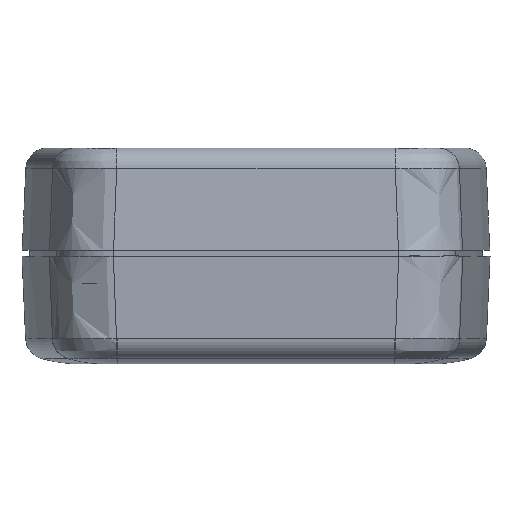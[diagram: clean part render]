
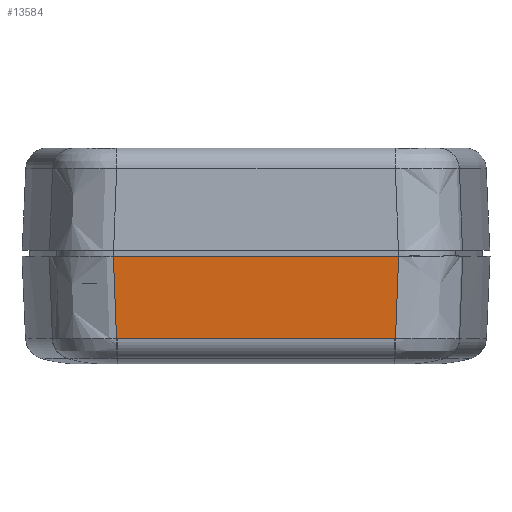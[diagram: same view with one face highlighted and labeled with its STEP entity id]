
A CAD part, left-side view. The second image highlights one B-rep face of the part: STEP entity #13584.
In plain terms, the highlighted face is planar.
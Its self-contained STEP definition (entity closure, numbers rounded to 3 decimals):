
#1348 = CARTESIAN_POINT ( 'NONE',  ( 60., -19.809, -15. ) ) ;
#2021 = CARTESIAN_POINT ( 'NONE',  ( 59.499, -19.375, -3.52 ) ) ;
#2221 = CARTESIAN_POINT ( 'NONE',  ( 59.561, 19.429, -4.941 ) ) ;
#2293 = B_SPLINE_CURVE_WITH_KNOTS ( 'NONE', 3,
 ( #15954, #24261, #15834, #4241, #12711, #18619, #32233 ),
 .UNSPECIFIED., .F., .F.,
 ( 4, 3, 4 ),
 ( 0.004, 0.008, 0.015 ),
 .UNSPECIFIED. ) ;
#4241 = CARTESIAN_POINT ( 'NONE',  ( 59.685, -19.537, -7.784 ) ) ;
#5312 = CARTESIAN_POINT ( 'NONE',  ( 59.499, 19.242, -3.519 ) ) ;
#5834 = VERTEX_POINT ( 'NONE', #5312 ) ;
#6264 = VERTEX_POINT ( 'NONE', #32634 ) ;
#6541 = CARTESIAN_POINT ( 'NONE',  ( 59.499, -19.242, -3.519 ) ) ;
#6669 = LINE ( 'NONE', #24421, #27687 ) ;
#7788 = VERTEX_POINT ( 'NONE', #24294 ) ;
#8819 = ORIENTED_EDGE ( 'NONE', *, *, #32968, .T. ) ;
#11648 = AXIS2_PLACEMENT_3D ( 'NONE', #32991, #29827, #32622 ) ;
#12711 = CARTESIAN_POINT ( 'NONE',  ( 59.79, -19.627, -10.19 ) ) ;
#13584 = ADVANCED_FACE ( 'NONE', ( #23822 ), #32750, .T. ) ;
#13825 = EDGE_CURVE ( 'NONE', #16849, #29905, #2293, .T. ) ;
#14208 = ORIENTED_EDGE ( 'NONE', *, *, #13825, .T. ) ;
#14450 = ORIENTED_EDGE ( 'NONE', *, *, #30736, .T. ) ;
#15834 = CARTESIAN_POINT ( 'NONE',  ( 59.623, -19.483, -6.363 ) ) ;
#15954 = CARTESIAN_POINT ( 'NONE',  ( 59.499, -19.375, -3.52 ) ) ;
#16113 = DIRECTION ( 'NONE',  ( 0., -1., 0. ) ) ;
#16542 = CARTESIAN_POINT ( 'NONE',  ( 59.79, 19.627, -10.19 ) ) ;
#16849 = VERTEX_POINT ( 'NONE', #18722 ) ;
#18506 = CARTESIAN_POINT ( 'NONE',  ( 59.499, 19.331, -3.519 ) ) ;
#18619 = CARTESIAN_POINT ( 'NONE',  ( 59.895, -19.718, -12.595 ) ) ;
#18722 = CARTESIAN_POINT ( 'NONE',  ( 59.499, -19.375, -3.52 ) ) ;
#18952 = CARTESIAN_POINT ( 'NONE',  ( 60., 19.809, -15. ) ) ;
#18999 = CARTESIAN_POINT ( 'NONE',  ( 59.499, 19.287, -3.519 ) ) ;
#19409 = DIRECTION ( 'NONE',  ( 0., 1., 0. ) ) ;
#20582 = EDGE_LOOP ( 'NONE', ( #14450, #30439, #14208, #8819, #21034, #25872 ) ) ;
#21034 = ORIENTED_EDGE ( 'NONE', *, *, #32016, .T. ) ;
#21695 = CARTESIAN_POINT ( 'NONE',  ( 59.499, 19.375, -3.52 ) ) ;
#21939 = CARTESIAN_POINT ( 'NONE',  ( 59.499, -19.331, -3.519 ) ) ;
#22015 = CARTESIAN_POINT ( 'NONE',  ( 59.623, 19.483, -6.363 ) ) ;
#22265 = CARTESIAN_POINT ( 'NONE',  ( 59.895, 19.718, -12.595 ) ) ;
#23663 = B_SPLINE_CURVE_WITH_KNOTS ( 'NONE', 3,
 ( #21695, #18506, #18999, #24272 ),
 .UNSPECIFIED., .F., .F.,
 ( 4, 4 ),
 ( 0., 0. ),
 .UNSPECIFIED. ) ;
#23822 = FACE_OUTER_BOUND ( 'NONE', #20582, .T. ) ;
#24261 = CARTESIAN_POINT ( 'NONE',  ( 59.561, -19.429, -4.941 ) ) ;
#24272 = CARTESIAN_POINT ( 'NONE',  ( 59.499, 19.242, -3.519 ) ) ;
#24294 = CARTESIAN_POINT ( 'NONE',  ( 59.499, 19.375, -3.52 ) ) ;
#24421 = CARTESIAN_POINT ( 'NONE',  ( 59.499, 27.5, -3.519 ) ) ;
#24856 = CARTESIAN_POINT ( 'NONE',  ( 59.499, 19.375, -3.52 ) ) ;
#25872 = ORIENTED_EDGE ( 'NONE', *, *, #34883, .T. ) ;
#27357 = CARTESIAN_POINT ( 'NONE',  ( 59.499, -19.242, -3.519 ) ) ;
#27687 = VECTOR ( 'NONE', #16113, 1000. ) ;
#27873 = CARTESIAN_POINT ( 'NONE',  ( 60., 27.5, -15. ) ) ;
#28005 = VECTOR ( 'NONE', #19409, 1000. ) ;
#29245 = EDGE_CURVE ( 'NONE', #35273, #16849, #33711, .T. ) ;
#29827 = DIRECTION ( 'NONE',  ( 0.999, 0., 0.044 ) ) ;
#29905 = VERTEX_POINT ( 'NONE', #1348 ) ;
#30288 = CARTESIAN_POINT ( 'NONE',  ( 59.499, -19.287, -3.519 ) ) ;
#30439 = ORIENTED_EDGE ( 'NONE', *, *, #29245, .T. ) ;
#30736 = EDGE_CURVE ( 'NONE', #5834, #35273, #6669, .T. ) ;
#32016 = EDGE_CURVE ( 'NONE', #6264, #7788, #32838, .T. ) ;
#32233 = CARTESIAN_POINT ( 'NONE',  ( 60., -19.809, -15. ) ) ;
#32622 = DIRECTION ( 'NONE',  ( 0.044, 0., -0.999 ) ) ;
#32634 = CARTESIAN_POINT ( 'NONE',  ( 60., 19.809, -15. ) ) ;
#32750 = PLANE ( 'NONE',  #11648 ) ;
#32838 = B_SPLINE_CURVE_WITH_KNOTS ( 'NONE', 3,
 ( #18952, #22265, #16542, #35967, #22015, #2221, #24856 ),
 .UNSPECIFIED., .F., .F.,
 ( 4, 3, 4 ),
 ( 0., 0.007, 0.011 ),
 .UNSPECIFIED. ) ;
#32968 = EDGE_CURVE ( 'NONE', #29905, #6264, #33243, .T. ) ;
#32991 = CARTESIAN_POINT ( 'NONE',  ( 60., 27.5, -15. ) ) ;
#33243 = LINE ( 'NONE', #27873, #28005 ) ;
#33711 = B_SPLINE_CURVE_WITH_KNOTS ( 'NONE', 3,
 ( #27357, #30288, #21939, #2021 ),
 .UNSPECIFIED., .F., .F.,
 ( 4, 4 ),
 ( 0., 0. ),
 .UNSPECIFIED. ) ;
#34883 = EDGE_CURVE ( 'NONE', #7788, #5834, #23663, .T. ) ;
#35273 = VERTEX_POINT ( 'NONE', #6541 ) ;
#35967 = CARTESIAN_POINT ( 'NONE',  ( 59.685, 19.537, -7.784 ) ) ;
